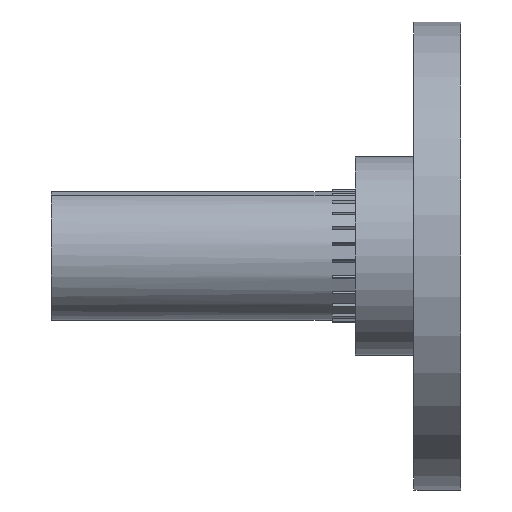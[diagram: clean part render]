
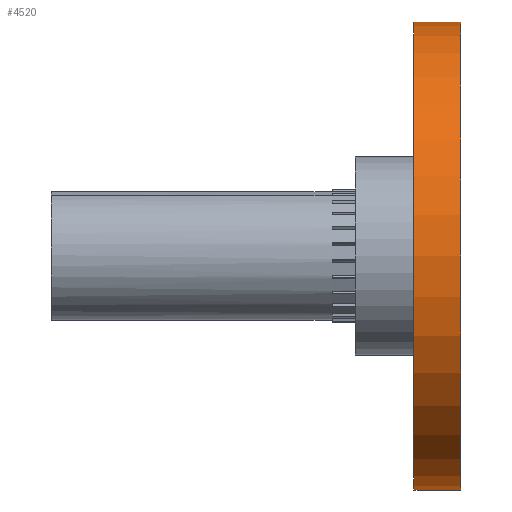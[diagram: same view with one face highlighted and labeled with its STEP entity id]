
A CAD part, left-side view. The second image highlights one B-rep face of the part: STEP entity #4520.
In plain terms, the highlighted cylindrical face has radius 10 mm (diameter 20 mm), a partial arc.
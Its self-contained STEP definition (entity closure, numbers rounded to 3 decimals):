
#115 = FACE_OUTER_BOUND ( 'NONE', #146, .T. ) ;
#146 = EDGE_LOOP ( 'NONE', ( #6066, #5526, #6552, #292 ) ) ;
#204 = DIRECTION ( 'NONE',  ( 0., -1., 0. ) ) ;
#292 = ORIENTED_EDGE ( 'NONE', *, *, #4020, .T. ) ;
#296 = DIRECTION ( 'NONE',  ( 0., 0., 1. ) ) ;
#474 = CIRCLE ( 'NONE', #2192, 10. ) ;
#510 = DIRECTION ( 'NONE',  ( 0., 0., 1. ) ) ;
#532 = DIRECTION ( 'NONE',  ( 0., -1., 0. ) ) ;
#564 = VECTOR ( 'NONE', #3791, 1000. ) ;
#796 = CIRCLE ( 'NONE', #915, 10. ) ;
#797 = CARTESIAN_POINT ( 'NONE',  ( 0., 2., 10. ) ) ;
#915 = AXIS2_PLACEMENT_3D ( 'NONE', #4840, #5838, #510 ) ;
#998 = CARTESIAN_POINT ( 'NONE',  ( 0., 0., -10. ) ) ;
#1098 = CARTESIAN_POINT ( 'NONE',  ( 0., 2., -10. ) ) ;
#1231 = LINE ( 'NONE', #5624, #6028 ) ;
#1520 = CARTESIAN_POINT ( 'NONE',  ( 0., 0., 10. ) ) ;
#1668 = LINE ( 'NONE', #1098, #564 ) ;
#1831 = VERTEX_POINT ( 'NONE', #1520 ) ;
#1881 = VERTEX_POINT ( 'NONE', #797 ) ;
#2139 = VERTEX_POINT ( 'NONE', #998 ) ;
#2192 = AXIS2_PLACEMENT_3D ( 'NONE', #3547, #5186, #296 ) ;
#2872 = EDGE_CURVE ( 'NONE', #1881, #1831, #1231, .T. ) ;
#3262 = CARTESIAN_POINT ( 'NONE',  ( 0., 2., 0. ) ) ;
#3547 = CARTESIAN_POINT ( 'NONE',  ( 0., 2., 0. ) ) ;
#3718 = VERTEX_POINT ( 'NONE', #5957 ) ;
#3791 = DIRECTION ( 'NONE',  ( 0., -1., 0. ) ) ;
#3795 = EDGE_CURVE ( 'NONE', #3718, #2139, #1668, .T. ) ;
#4020 = EDGE_CURVE ( 'NONE', #2139, #1831, #796, .T. ) ;
#4520 = ADVANCED_FACE ( 'NONE', ( #115 ), #6501, .T. ) ;
#4840 = CARTESIAN_POINT ( 'NONE',  ( 0., 0., 0. ) ) ;
#5186 = DIRECTION ( 'NONE',  ( 0., 1., 0. ) ) ;
#5526 = ORIENTED_EDGE ( 'NONE', *, *, #6830, .F. ) ;
#5624 = CARTESIAN_POINT ( 'NONE',  ( 0., 2., 10. ) ) ;
#5838 = DIRECTION ( 'NONE',  ( 0., 1., 0. ) ) ;
#5957 = CARTESIAN_POINT ( 'NONE',  ( 0., 2., -10. ) ) ;
#6028 = VECTOR ( 'NONE', #204, 1000. ) ;
#6038 = AXIS2_PLACEMENT_3D ( 'NONE', #3262, #532, #6109 ) ;
#6066 = ORIENTED_EDGE ( 'NONE', *, *, #2872, .F. ) ;
#6109 = DIRECTION ( 'NONE',  ( 0., 0., -1. ) ) ;
#6501 = CYLINDRICAL_SURFACE ( 'NONE', #6038, 10. ) ;
#6552 = ORIENTED_EDGE ( 'NONE', *, *, #3795, .T. ) ;
#6830 = EDGE_CURVE ( 'NONE', #3718, #1881, #474, .T. ) ;
